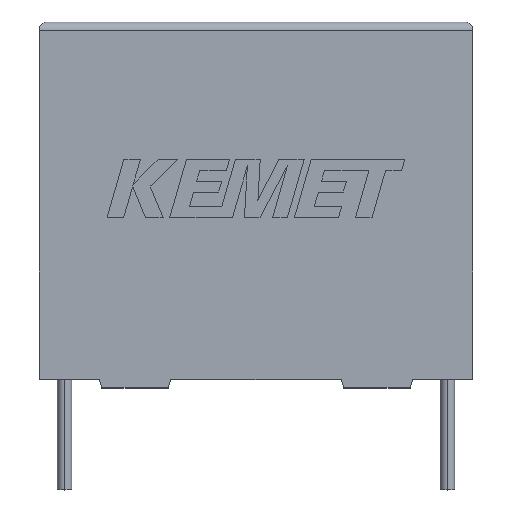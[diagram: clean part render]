
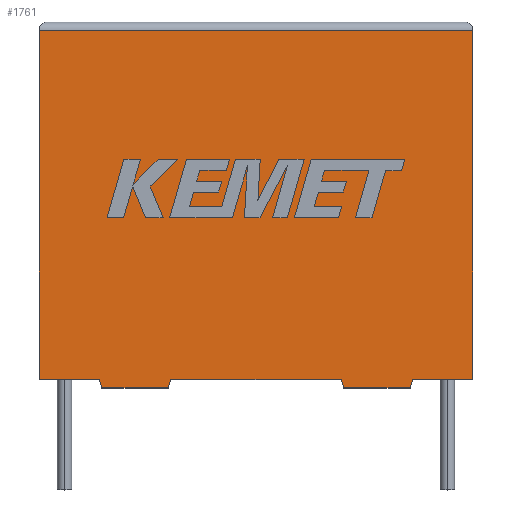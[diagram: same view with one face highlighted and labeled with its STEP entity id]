
A CAD part, top view. The second image highlights one B-rep face of the part: STEP entity #1761.
In plain terms, the highlighted planar face has unit normal (0, 0, 1).
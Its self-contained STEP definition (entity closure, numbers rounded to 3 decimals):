
#43 = VECTOR ( 'NONE', #1094, 1000. ) ;
#62 = CARTESIAN_POINT ( 'NONE',  ( 0., 0., 12.5 ) ) ;
#91 = CARTESIAN_POINT ( 'NONE',  ( 17.909, -0.5, 12.5 ) ) ;
#95 = VERTEX_POINT ( 'NONE', #2840 ) ;
#121 = EDGE_CURVE ( 'NONE', #1686, #2073, #964, .T. ) ;
#132 = DIRECTION ( 'NONE',  ( -1., 0., 0. ) ) ;
#141 = VECTOR ( 'NONE', #891, 1000. ) ;
#144 = CARTESIAN_POINT ( 'NONE',  ( 25.5, 0., 12.5 ) ) ;
#164 = ORIENTED_EDGE ( 'NONE', *, *, #3090, .T. ) ;
#190 = ORIENTED_EDGE ( 'NONE', *, *, #1026, .F. ) ;
#210 = ORIENTED_EDGE ( 'NONE', *, *, #2433, .F. ) ;
#300 = VECTOR ( 'NONE', #2534, 1000. ) ;
#304 = VERTEX_POINT ( 'NONE', #2594 ) ;
#312 = VERTEX_POINT ( 'NONE', #1393 ) ;
#362 = CARTESIAN_POINT ( 'NONE',  ( 17.758, 0., 12.5 ) ) ;
#395 = LINE ( 'NONE', #414, #1326 ) ;
#405 = ORIENTED_EDGE ( 'NONE', *, *, #2064, .T. ) ;
#414 = CARTESIAN_POINT ( 'NONE',  ( 21.81, -0.5, 12.5 ) ) ;
#424 = ORIENTED_EDGE ( 'NONE', *, *, #724, .T. ) ;
#625 = EDGE_LOOP ( 'NONE', ( #668, #852, #2833, #405, #164, #3158, #424, #3102, #210, #190, #3117, #806 ) ) ;
#663 = CARTESIAN_POINT ( 'NONE',  ( 0., 20.5, 12.5 ) ) ;
#668 = ORIENTED_EDGE ( 'NONE', *, *, #2170, .T. ) ;
#683 = CARTESIAN_POINT ( 'NONE',  ( 21.96, 0., 12.5 ) ) ;
#717 = VERTEX_POINT ( 'NONE', #1064 ) ;
#724 = EDGE_CURVE ( 'NONE', #95, #2496, #2545, .T. ) ;
#768 = EDGE_CURVE ( 'NONE', #1290, #95, #2823, .T. ) ;
#799 = CARTESIAN_POINT ( 'NONE',  ( 3.69, -0.5, 12.5 ) ) ;
#806 = ORIENTED_EDGE ( 'NONE', *, *, #121, .T. ) ;
#852 = ORIENTED_EDGE ( 'NONE', *, *, #2160, .T. ) ;
#859 = EDGE_CURVE ( 'NONE', #983, #717, #2151, .T. ) ;
#891 = DIRECTION ( 'NONE',  ( 1., 0., 0. ) ) ;
#964 = LINE ( 'NONE', #62, #300 ) ;
#983 = VERTEX_POINT ( 'NONE', #663 ) ;
#999 = DIRECTION ( 'NONE',  ( -1., 0., 0. ) ) ;
#1026 = EDGE_CURVE ( 'NONE', #304, #312, #395, .T. ) ;
#1064 = CARTESIAN_POINT ( 'NONE',  ( 0., 0., 12.5 ) ) ;
#1094 = DIRECTION ( 'NONE',  ( 0., -1., 0. ) ) ;
#1124 = CARTESIAN_POINT ( 'NONE',  ( 21.96, 0., 12.5 ) ) ;
#1148 = AXIS2_PLACEMENT_3D ( 'NONE', #2214, #2236, #999 ) ;
#1153 = DIRECTION ( 'NONE',  ( -1., 0., 0. ) ) ;
#1188 = VECTOR ( 'NONE', #2625, 1000. ) ;
#1290 = VERTEX_POINT ( 'NONE', #3029 ) ;
#1326 = VECTOR ( 'NONE', #1153, 1000. ) ;
#1385 = CARTESIAN_POINT ( 'NONE',  ( 0., 0., 12.5 ) ) ;
#1393 = CARTESIAN_POINT ( 'NONE',  ( 17.909, -0.5, 12.5 ) ) ;
#1411 = VECTOR ( 'NONE', #2334, 1000. ) ;
#1431 = CARTESIAN_POINT ( 'NONE',  ( 7.742, 0., 12.5 ) ) ;
#1465 = LINE ( 'NONE', #2395, #141 ) ;
#1482 = PLANE ( 'NONE',  #1148 ) ;
#1539 = VECTOR ( 'NONE', #2062, 1000. ) ;
#1555 = DIRECTION ( 'NONE',  ( 1., 0., 0. ) ) ;
#1569 = CARTESIAN_POINT ( 'NONE',  ( 7.591, -0.5, 12.5 ) ) ;
#1589 = CARTESIAN_POINT ( 'NONE',  ( 25.5, 20.5, 12.5 ) ) ;
#1636 = VECTOR ( 'NONE', #2650, 1000. ) ;
#1660 = CARTESIAN_POINT ( 'NONE',  ( 0., 20.5, 12.5 ) ) ;
#1686 = VERTEX_POINT ( 'NONE', #683 ) ;
#1722 = VECTOR ( 'NONE', #1555, 1000. ) ;
#1761 = ADVANCED_FACE ( 'NONE', ( #2417 ), #1482, .F. ) ;
#1863 = LINE ( 'NONE', #91, #1188 ) ;
#1876 = VERTEX_POINT ( 'NONE', #2018 ) ;
#1908 = DIRECTION ( 'NONE',  ( -0.287, -0.958, 0. ) ) ;
#1944 = VECTOR ( 'NONE', #2836, 1000. ) ;
#2018 = CARTESIAN_POINT ( 'NONE',  ( 3.54, 0., 12.5 ) ) ;
#2019 = VECTOR ( 'NONE', #1908, 1000. ) ;
#2039 = LINE ( 'NONE', #3097, #1539 ) ;
#2052 = LINE ( 'NONE', #1660, #3207 ) ;
#2062 = DIRECTION ( 'NONE',  ( 0.287, -0.958, 0. ) ) ;
#2064 = EDGE_CURVE ( 'NONE', #717, #1876, #2805, .T. ) ;
#2073 = VERTEX_POINT ( 'NONE', #2590 ) ;
#2151 = LINE ( 'NONE', #1385, #43 ) ;
#2160 = EDGE_CURVE ( 'NONE', #3159, #983, #2052, .T. ) ;
#2170 = EDGE_CURVE ( 'NONE', #2073, #3159, #2373, .T. ) ;
#2187 = EDGE_CURVE ( 'NONE', #1686, #304, #2452, .T. ) ;
#2214 = CARTESIAN_POINT ( 'NONE',  ( 0., 0., 12.5 ) ) ;
#2236 = DIRECTION ( 'NONE',  ( 0., 0., -1. ) ) ;
#2334 = DIRECTION ( 'NONE',  ( 0.287, 0.958, 0. ) ) ;
#2373 = LINE ( 'NONE', #144, #1636 ) ;
#2395 = CARTESIAN_POINT ( 'NONE',  ( 0., 0., 12.5 ) ) ;
#2417 = FACE_OUTER_BOUND ( 'NONE', #625, .T. ) ;
#2433 = EDGE_CURVE ( 'NONE', #312, #3000, #1863, .T. ) ;
#2452 = LINE ( 'NONE', #1124, #2019 ) ;
#2496 = VERTEX_POINT ( 'NONE', #1431 ) ;
#2512 = EDGE_CURVE ( 'NONE', #2496, #3000, #1465, .T. ) ;
#2534 = DIRECTION ( 'NONE',  ( 1., 0., 0. ) ) ;
#2545 = LINE ( 'NONE', #1569, #1411 ) ;
#2590 = CARTESIAN_POINT ( 'NONE',  ( 25.5, 0., 12.5 ) ) ;
#2594 = CARTESIAN_POINT ( 'NONE',  ( 21.81, -0.5, 12.5 ) ) ;
#2625 = DIRECTION ( 'NONE',  ( -0.287, 0.958, 0. ) ) ;
#2650 = DIRECTION ( 'NONE',  ( 0., 1., 0. ) ) ;
#2805 = LINE ( 'NONE', #3104, #1944 ) ;
#2823 = LINE ( 'NONE', #799, #1722 ) ;
#2833 = ORIENTED_EDGE ( 'NONE', *, *, #859, .T. ) ;
#2836 = DIRECTION ( 'NONE',  ( 1., 0., 0. ) ) ;
#2840 = CARTESIAN_POINT ( 'NONE',  ( 7.591, -0.5, 12.5 ) ) ;
#3000 = VERTEX_POINT ( 'NONE', #362 ) ;
#3029 = CARTESIAN_POINT ( 'NONE',  ( 3.69, -0.5, 12.5 ) ) ;
#3090 = EDGE_CURVE ( 'NONE', #1876, #1290, #2039, .T. ) ;
#3097 = CARTESIAN_POINT ( 'NONE',  ( 3.54, 0., 12.5 ) ) ;
#3102 = ORIENTED_EDGE ( 'NONE', *, *, #2512, .T. ) ;
#3104 = CARTESIAN_POINT ( 'NONE',  ( 0., 0., 12.5 ) ) ;
#3117 = ORIENTED_EDGE ( 'NONE', *, *, #2187, .F. ) ;
#3158 = ORIENTED_EDGE ( 'NONE', *, *, #768, .T. ) ;
#3159 = VERTEX_POINT ( 'NONE', #1589 ) ;
#3207 = VECTOR ( 'NONE', #132, 1000. ) ;
